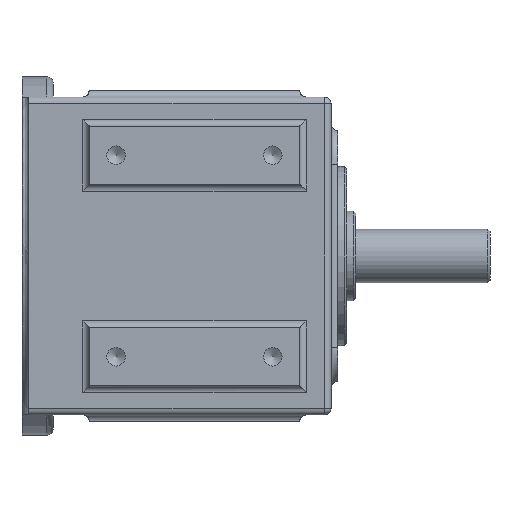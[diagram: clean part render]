
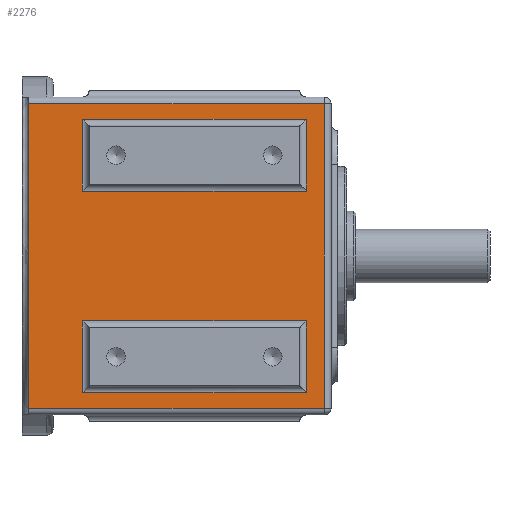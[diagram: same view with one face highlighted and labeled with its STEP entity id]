
A CAD part, front view. The second image highlights one B-rep face of the part: STEP entity #2276.
In plain terms, the highlighted planar face has unit normal (0, -1, 0).
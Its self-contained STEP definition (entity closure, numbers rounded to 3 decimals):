
#686=CARTESIAN_POINT('',(1.5,-68.5,-34.0));
#687=VERTEX_POINT('',#686);
#695=CARTESIAN_POINT('',(1.5,-68.5,34.0));
#696=VERTEX_POINT('',#695);
#697=CARTESIAN_POINT('',(1.5,-68.5,-34.0));
#698=DIRECTION('',(0.0,0.0,1.0));
#699=VECTOR('',#698,68.0);
#700=LINE('',#697,#699);
#701=EDGE_CURVE('',#687,#696,#700,.T.);
#2093=CARTESIAN_POINT('',(63.5,-68.5,-30.5));
#2094=VERTEX_POINT('',#2093);
#2102=CARTESIAN_POINT('',(63.5,-68.5,-14.5));
#2103=VERTEX_POINT('',#2102);
#2104=CARTESIAN_POINT('',(63.5,-68.5,-30.5));
#2105=DIRECTION('',(0.0,0.0,1.0));
#2106=VECTOR('',#2105,16.);
#2107=LINE('',#2104,#2106);
#2108=EDGE_CURVE('',#2094,#2103,#2107,.T.);
#2134=CARTESIAN_POINT('',(13.5,-68.5,-14.5));
#2135=VERTEX_POINT('',#2134);
#2136=CARTESIAN_POINT('',(63.5,-68.5,-14.5));
#2137=DIRECTION('',(-1.0,0.0,0.0));
#2138=VECTOR('',#2137,50.);
#2139=LINE('',#2136,#2138);
#2140=EDGE_CURVE('',#2103,#2135,#2139,.T.);
#2166=CARTESIAN_POINT('',(13.5,-68.5,-30.5));
#2167=VERTEX_POINT('',#2166);
#2168=CARTESIAN_POINT('',(13.5,-68.5,-14.5));
#2169=DIRECTION('',(0.0,0.0,-1.0));
#2170=VECTOR('',#2169,16.);
#2171=LINE('',#2168,#2170);
#2172=EDGE_CURVE('',#2135,#2167,#2171,.T.);
#2196=CARTESIAN_POINT('',(13.5,-68.5,-30.5));
#2197=DIRECTION('',(1.0,0.0,0.0));
#2198=VECTOR('',#2197,50.);
#2199=LINE('',#2196,#2198);
#2200=EDGE_CURVE('',#2167,#2094,#2199,.T.);
#2206=CARTESIAN_POINT('',(69.,-68.5,0.0));
#2207=DIRECTION('',(0.0,-1.0,0.0));
#2208=DIRECTION('',(0.0,0.0,-1.0));
#2209=AXIS2_PLACEMENT_3D('',#2206,#2207,#2208);
#2210=PLANE('',#2209);
#2211=CARTESIAN_POINT('',(67.5,-68.5,34.0));
#2212=VERTEX_POINT('',#2211);
#2213=CARTESIAN_POINT('',(1.5,-68.5,34.0));
#2214=DIRECTION('',(1.0,0.0,0.0));
#2215=VECTOR('',#2214,66.);
#2216=LINE('',#2213,#2215);
#2217=EDGE_CURVE('',#696,#2212,#2216,.T.);
#2218=ORIENTED_EDGE('',*,*,#2217,.F.);
#2219=ORIENTED_EDGE('',*,*,#701,.F.);
#2220=CARTESIAN_POINT('',(67.5,-68.5,-34.0));
#2221=VERTEX_POINT('',#2220);
#2222=CARTESIAN_POINT('',(67.5,-68.5,-34.0));
#2223=DIRECTION('',(-1.0,0.0,0.0));
#2224=VECTOR('',#2223,66.);
#2225=LINE('',#2222,#2224);
#2226=EDGE_CURVE('',#2221,#687,#2225,.T.);
#2227=ORIENTED_EDGE('',*,*,#2226,.F.);
#2228=CARTESIAN_POINT('',(67.5,-68.5,34.0));
#2229=DIRECTION('',(0.0,0.0,-1.0));
#2230=VECTOR('',#2229,68.0);
#2231=LINE('',#2228,#2230);
#2232=EDGE_CURVE('',#2212,#2221,#2231,.T.);
#2233=ORIENTED_EDGE('',*,*,#2232,.F.);
#2234=EDGE_LOOP('',(#2218,#2219,#2227,#2233));
#2235=FACE_OUTER_BOUND('',#2234,.T.);
#2236=CARTESIAN_POINT('',(63.5,-68.5,14.5));
#2237=VERTEX_POINT('',#2236);
#2238=CARTESIAN_POINT('',(63.5,-68.5,30.5));
#2239=VERTEX_POINT('',#2238);
#2240=CARTESIAN_POINT('',(63.5,-68.5,14.5));
#2241=DIRECTION('',(0.0,0.0,1.0));
#2242=VECTOR('',#2241,16.);
#2243=LINE('',#2240,#2242);
#2244=EDGE_CURVE('',#2237,#2239,#2243,.T.);
#2245=ORIENTED_EDGE('',*,*,#2244,.F.);
#2246=CARTESIAN_POINT('',(13.5,-68.5,14.5));
#2247=VERTEX_POINT('',#2246);
#2248=CARTESIAN_POINT('',(13.5,-68.5,14.5));
#2249=DIRECTION('',(1.0,0.0,0.0));
#2250=VECTOR('',#2249,50.);
#2251=LINE('',#2248,#2250);
#2252=EDGE_CURVE('',#2247,#2237,#2251,.T.);
#2253=ORIENTED_EDGE('',*,*,#2252,.F.);
#2254=CARTESIAN_POINT('',(13.5,-68.5,30.5));
#2255=VERTEX_POINT('',#2254);
#2256=CARTESIAN_POINT('',(13.5,-68.5,30.5));
#2257=DIRECTION('',(0.0,0.0,-1.0));
#2258=VECTOR('',#2257,16.);
#2259=LINE('',#2256,#2258);
#2260=EDGE_CURVE('',#2255,#2247,#2259,.T.);
#2261=ORIENTED_EDGE('',*,*,#2260,.F.);
#2262=CARTESIAN_POINT('',(63.5,-68.5,30.5));
#2263=DIRECTION('',(-1.0,0.0,0.0));
#2264=VECTOR('',#2263,50.);
#2265=LINE('',#2262,#2264);
#2266=EDGE_CURVE('',#2239,#2255,#2265,.T.);
#2267=ORIENTED_EDGE('',*,*,#2266,.F.);
#2268=EDGE_LOOP('',(#2245,#2253,#2261,#2267));
#2269=FACE_BOUND('',#2268,.T.);
#2270=ORIENTED_EDGE('',*,*,#2108,.F.);
#2271=ORIENTED_EDGE('',*,*,#2200,.F.);
#2272=ORIENTED_EDGE('',*,*,#2172,.F.);
#2273=ORIENTED_EDGE('',*,*,#2140,.F.);
#2274=EDGE_LOOP('',(#2270,#2271,#2272,#2273));
#2275=FACE_BOUND('',#2274,.T.);
#2276=ADVANCED_FACE('',(#2235,#2269,#2275),#2210,.T.);
